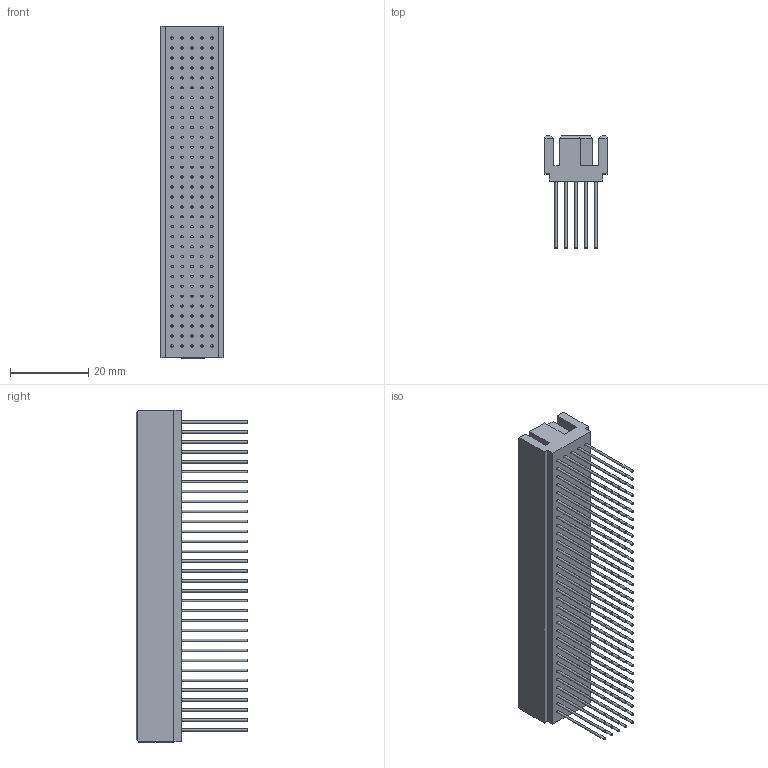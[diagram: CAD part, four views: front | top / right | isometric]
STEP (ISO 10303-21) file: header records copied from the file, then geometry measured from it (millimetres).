
FILE_DESCRIPTION(/* description */ (''),/* implementation_level */ '2;1');
FILE_NAME(/* name */ '100102306ugm000_b.stp',/* time_stamp */ '2015-03-13T08:27:25+01:00',/* author */ (''),/* organization */ (''),/* preprocessor_version */ 'ST-DEVELOPER v15',/* originating_system */ 'SIEMENS PLM Software NX 8.5',/* authorisation */ '');
FILE_SCHEMA (('AUTOMOTIVE_DESIGN { 1 0 10303 214 3 1 1 1 }'));
Length unit declared in the file: millimetre
Products named in the file (1): 100102306ugm000_b
Bounding box: 15.9 x 28.58 x 84.95 mm (x, y, z)
Volume: 13855.3 mm3; surface area: 12716.8 mm2
Topology: 1 solids, 1 shells, 838 faces, 1732 edges, 1153 vertices
Faces by surface type: plane 678, cylinder 160
Full cylindrical faces by diameter (mm): 0.6 x160
Entity records: 24841 total; most frequent: DIRECTION 3570, CARTESIAN_POINT 3564, ORIENTED_EDGE 3144, EDGE_CURVE 1572, EDGE_LOOP 1254, LINE 1252, VECTOR 1252, AXIS2_PLACEMENT_3D 1159
